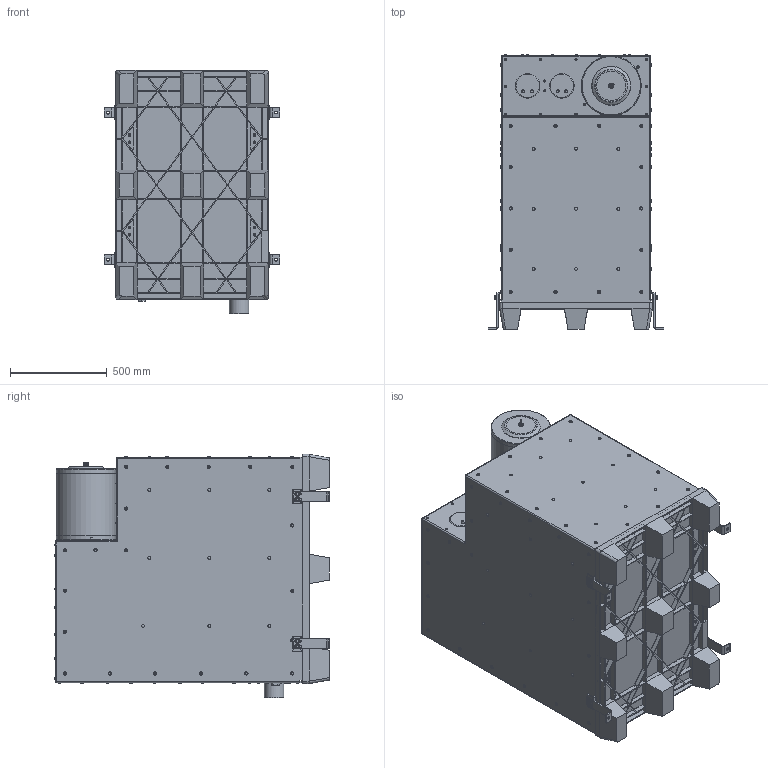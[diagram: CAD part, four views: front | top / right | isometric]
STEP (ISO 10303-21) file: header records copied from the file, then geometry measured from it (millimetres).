
FILE_DESCRIPTION(/* description */ (''),/* implementation_level */ '2;1');
FILE_NAME(/* name */ 'CAxxxxxx017_A.stp',/* time_stamp */ '2018-11-30T13:37:44-05:00',/* author */ ('James'),/* organization */ (''),/* preprocessor_version */ 'ST-DEVELOPER v16.5',/* originating_system */ 'Autodesk Inventor 2017',/* authorisation */ '');
FILE_SCHEMA (('AUTOMOTIVE_DESIGN { 1 0 10303 214 3 1 1 }'));
Length unit declared in the file: inch
Products named in the file (1): CAxxxxxx017_A
Bounding box: 908.05 x 1422.84 x 1260.47 mm (x, y, z)
Volume: 1111870499.5 mm3; surface area: 8462239.1 mm2
Topology: 1 solids, 1 shells, 1694 faces, 3895 edges, 2519 vertices
Faces by surface type: plane 898, cylinder 366, cone 180, sphere 163, bspline 58, torus 29
Full cylindrical faces by diameter (mm): 9.525 x28, 10.592 x2, 11.1 x53, 13.894 x2, 14.3 x4, 15.088 x48, 15.612 x4, 16.662 x54, 17.272 x8, 25.4 x10, 101.6 x1, 127 x2, 304.8 x1, 308.61 x1, 309.88 x1, 310.896 x1
Entity records: 79652 total; most frequent: CARTESIAN_POINT 43725, DIRECTION 7315, ORIENTED_EDGE 7076, EDGE_CURVE 3494, AXIS2_PLACEMENT_3D 2742, VERTEX_POINT 2349, EDGE_LOOP 2309, LINE 1831
